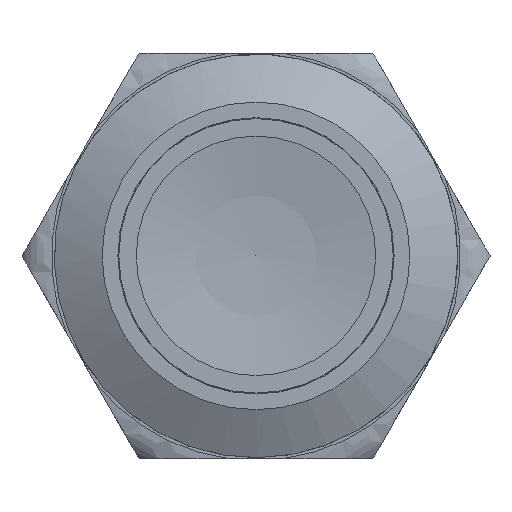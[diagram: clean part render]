
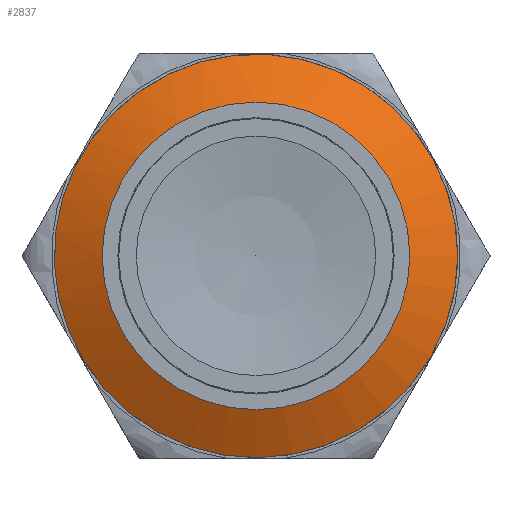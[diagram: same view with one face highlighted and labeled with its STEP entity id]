
A CAD part, top view. The second image highlights one B-rep face of the part: STEP entity #2837.
In plain terms, the highlighted conical face has half-angle 63.435 degrees and reference radius 8.35 mm.
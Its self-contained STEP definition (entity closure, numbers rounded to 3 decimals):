
#1768=CONICAL_SURFACE('',#7469,8.35,63.435);
#2305=FACE_BOUND('',#3657,.T.);
#2306=FACE_BOUND('',#3658,.T.);
#2523=CIRCLE('',#7460,10.95);
#2525=CIRCLE('',#7463,8.35);
#2837=ADVANCED_FACE('',(#2305,#2306),#1768,.T.);
#3657=EDGE_LOOP('',(#4631));
#3658=EDGE_LOOP('',(#4632));
#4631=ORIENTED_EDGE('',*,*,#6252,.F.);
#4632=ORIENTED_EDGE('',*,*,#6256,.F.);
#5609=VERTEX_POINT('',#17497);
#5612=VERTEX_POINT('',#17505);
#6252=EDGE_CURVE('',#5609,#5609,#2523,.T.);
#6256=EDGE_CURVE('',#5612,#5612,#2525,.T.);
#7460=AXIS2_PLACEMENT_3D('',#17496,#8571,#8572);
#7463=AXIS2_PLACEMENT_3D('',#17504,#8579,#8580);
#7469=AXIS2_PLACEMENT_3D('',#17520,#8593,#8594);
#8571=DIRECTION('',(0.,0.,-1.));
#8572=DIRECTION('',(1.,0.,0.));
#8579=DIRECTION('',(0.,0.,1.));
#8580=DIRECTION('',(1.,0.,0.));
#8593=DIRECTION('',(0.,0.,-1.));
#8594=DIRECTION('',(-1.,0.,0.));
#17496=CARTESIAN_POINT('',(0.,0.,27.761));
#17497=CARTESIAN_POINT('',(10.95,0.,27.761));
#17504=CARTESIAN_POINT('',(0.,0.,29.061));
#17505=CARTESIAN_POINT('',(8.35,0.,29.061));
#17520=CARTESIAN_POINT('',(0.,0.,29.061));
